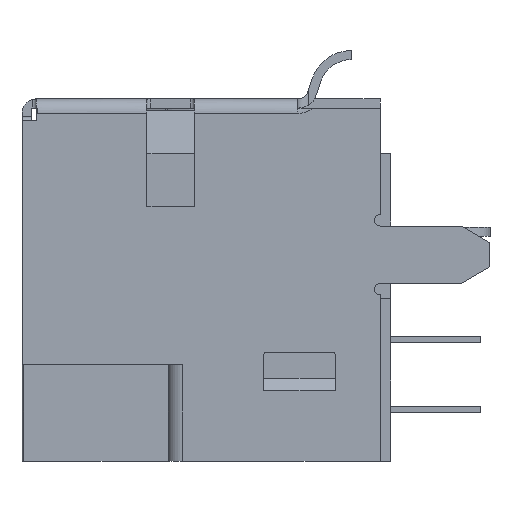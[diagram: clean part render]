
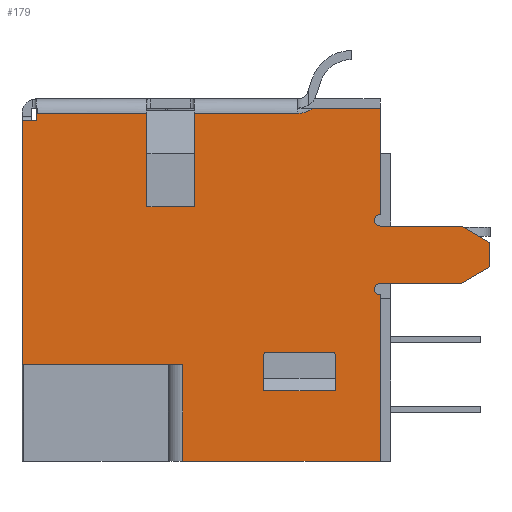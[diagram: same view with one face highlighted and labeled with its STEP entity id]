
A CAD part, left-side view. The second image highlights one B-rep face of the part: STEP entity #179.
In plain terms, the highlighted planar face has unit normal (-1, 0, 0).
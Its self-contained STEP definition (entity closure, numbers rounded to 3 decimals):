
#179=ADVANCED_FACE('',(#679,#680),#681,.T.);
#679=FACE_OUTER_BOUND('',#1404,.T.);
#680=FACE_BOUND('',#1405,.T.);
#681=PLANE('',#1406);
#1404=EDGE_LOOP('',(#3109,#3110,#3111,#3112,#3113,#3114,#3115,#3116,#3117,#3118,#3119,#3120,#3121,#3122,#3123,#3124,#3125,#3126,#3127,#3128,#3129,#3130,#3131,#3132,#3133));
#1405=EDGE_LOOP('',(#3134,#3135,#3136,#3137,#3138,#3139));
#1406=AXIS2_PLACEMENT_3D('',#3140,#3141,#3142);
#3109=ORIENTED_EDGE('',*,*,#5410,.T.);
#3110=ORIENTED_EDGE('',*,*,#5411,.F.);
#3111=ORIENTED_EDGE('',*,*,#5392,.T.);
#3112=ORIENTED_EDGE('',*,*,#5412,.F.);
#3113=ORIENTED_EDGE('',*,*,#5413,.T.);
#3114=ORIENTED_EDGE('',*,*,#5414,.T.);
#3115=ORIENTED_EDGE('',*,*,#5415,.F.);
#3116=ORIENTED_EDGE('',*,*,#5416,.F.);
#3117=ORIENTED_EDGE('',*,*,#4957,.T.);
#3118=ORIENTED_EDGE('',*,*,#5417,.T.);
#3119=ORIENTED_EDGE('',*,*,#5418,.F.);
#3120=ORIENTED_EDGE('',*,*,#5419,.T.);
#3121=ORIENTED_EDGE('',*,*,#5420,.F.);
#3122=ORIENTED_EDGE('',*,*,#5421,.T.);
#3123=ORIENTED_EDGE('',*,*,#5422,.T.);
#3124=ORIENTED_EDGE('',*,*,#5423,.T.);
#3125=ORIENTED_EDGE('',*,*,#4955,.T.);
#3126=ORIENTED_EDGE('',*,*,#5424,.T.);
#3127=ORIENTED_EDGE('',*,*,#4897,.T.);
#3128=ORIENTED_EDGE('',*,*,#5425,.T.);
#3129=ORIENTED_EDGE('',*,*,#5426,.T.);
#3130=ORIENTED_EDGE('',*,*,#5409,.T.);
#3131=ORIENTED_EDGE('',*,*,#5427,.T.);
#3132=ORIENTED_EDGE('',*,*,#5428,.T.);
#3133=ORIENTED_EDGE('',*,*,#5397,.T.);
#3134=ORIENTED_EDGE('',*,*,#5429,.T.);
#3135=ORIENTED_EDGE('',*,*,#5430,.T.);
#3136=ORIENTED_EDGE('',*,*,#5431,.T.);
#3137=ORIENTED_EDGE('',*,*,#5432,.T.);
#3138=ORIENTED_EDGE('',*,*,#5433,.T.);
#3139=ORIENTED_EDGE('',*,*,#5434,.T.);
#3140=CARTESIAN_POINT('',(-6.988,-5.992,-12.827));
#3141=DIRECTION('',(-1.0,0.0,0.0));
#3142=DIRECTION('',(0.0,0.0,1.0));
#4897=EDGE_CURVE('',#5896,#5893,#5897,.T.);
#4955=EDGE_CURVE('',#6010,#6008,#6011,.T.);
#4957=EDGE_CURVE('',#6013,#6014,#6015,.T.);
#5392=EDGE_CURVE('',#6751,#6749,#6752,.T.);
#5397=EDGE_CURVE('',#6760,#6758,#6761,.T.);
#5409=EDGE_CURVE('',#6771,#6776,#6778,.T.);
#5410=EDGE_CURVE('',#6758,#6779,#6780,.T.);
#5411=EDGE_CURVE('',#6751,#6779,#6781,.T.);
#5412=EDGE_CURVE('',#6782,#6749,#6783,.T.);
#5413=EDGE_CURVE('',#6782,#6784,#6785,.T.);
#5414=EDGE_CURVE('',#6784,#6786,#6787,.T.);
#5415=EDGE_CURVE('',#6788,#6786,#6789,.T.);
#5416=EDGE_CURVE('',#6013,#6788,#6790,.T.);
#5417=EDGE_CURVE('',#6014,#6791,#6792,.T.);
#5418=EDGE_CURVE('',#6793,#6791,#6794,.T.);
#5419=EDGE_CURVE('',#6793,#6795,#6796,.T.);
#5420=EDGE_CURVE('',#6797,#6795,#6798,.T.);
#5421=EDGE_CURVE('',#6797,#6799,#6800,.T.);
#5422=EDGE_CURVE('',#6799,#6801,#6802,.T.);
#5423=EDGE_CURVE('',#6801,#6010,#6803,.T.);
#5424=EDGE_CURVE('',#6008,#5896,#6804,.T.);
#5425=EDGE_CURVE('',#5893,#6805,#6806,.T.);
#5426=EDGE_CURVE('',#6805,#6771,#6807,.T.);
#5427=EDGE_CURVE('',#6776,#6808,#6809,.T.);
#5428=EDGE_CURVE('',#6808,#6760,#6810,.T.);
#5429=EDGE_CURVE('',#6811,#6812,#6813,.T.);
#5430=EDGE_CURVE('',#6812,#6814,#6815,.T.);
#5431=EDGE_CURVE('',#6814,#6816,#6817,.T.);
#5432=EDGE_CURVE('',#6816,#6818,#6819,.T.);
#5433=EDGE_CURVE('',#6818,#6820,#6821,.T.);
#5434=EDGE_CURVE('',#6820,#6811,#6822,.T.);
#5893=VERTEX_POINT('',#7543);
#5896=VERTEX_POINT('',#7546);
#5897=CIRCLE('',#7547,0.889);
#6008=VERTEX_POINT('',#7716);
#6010=VERTEX_POINT('',#7719);
#6011=LINE('',#7720,#7721);
#6013=VERTEX_POINT('',#7724);
#6014=VERTEX_POINT('',#7725);
#6015=LINE('',#7726,#7727);
#6749=VERTEX_POINT('',#8763);
#6751=VERTEX_POINT('',#8766);
#6752=LINE('',#8767,#8768);
#6758=VERTEX_POINT('',#8776);
#6760=VERTEX_POINT('',#8815);
#6761=LINE('',#8816,#8817);
#6771=VERTEX_POINT('',#8853);
#6776=VERTEX_POINT('',#8859);
#6778=LINE('',#8862,#8863);
#6779=VERTEX_POINT('',#8864);
#6780=LINE('',#8865,#8866);
#6781=LINE('',#8867,#8868);
#6782=VERTEX_POINT('',#8869);
#6783=LINE('',#8870,#8871);
#6784=VERTEX_POINT('',#8872);
#6785=LINE('',#8873,#8874);
#6786=VERTEX_POINT('',#8875);
#6787=LINE('',#8876,#8877);
#6788=VERTEX_POINT('',#8878);
#6789=LINE('',#8879,#8880);
#6790=LINE('',#8881,#8882);
#6791=VERTEX_POINT('',#8883);
#6792=CIRCLE('',#8884,0.203);
#6793=VERTEX_POINT('',#8885);
#6794=LINE('',#8886,#8887);
#6795=VERTEX_POINT('',#8888);
#6796=LINE('',#8889,#8890);
#6797=VERTEX_POINT('',#8891);
#6798=LINE('',#8892,#8893);
#6799=VERTEX_POINT('',#8894);
#6800=LINE('',#8895,#8896);
#6801=VERTEX_POINT('',#8897);
#6802=LINE('',#8898,#8899);
#6803=CIRCLE('',#8900,0.203);
#6804=LINE('',#8901,#8902);
#6805=VERTEX_POINT('',#8903);
#6806=CIRCLE('',#8904,0.889);
#6807=LINE('',#8905,#8906);
#6808=VERTEX_POINT('',#8907);
#6809=LINE('',#8908,#8909);
#6810=LINE('',#8910,#8911);
#6811=VERTEX_POINT('',#8912);
#6812=VERTEX_POINT('',#8913);
#6813=LINE('',#8914,#8915);
#6814=VERTEX_POINT('',#8916);
#6815=LINE('',#8917,#8918);
#6816=VERTEX_POINT('',#8919);
#6817=CIRCLE('',#8920,0.127);
#6818=VERTEX_POINT('',#8921);
#6819=LINE('',#8922,#8923);
#6820=VERTEX_POINT('',#8924);
#6821=CIRCLE('',#8925,0.127);
#6822=LINE('',#8926,#8927);
#7543=CARTESIAN_POINT('',(-6.988,-3.587,-0.343));
#7546=CARTESIAN_POINT('',(-6.988,-3.618,-0.32));
#7547=AXIS2_PLACEMENT_3D('',#10187,#10188,#10189);
#7716=CARTESIAN_POINT('',(-6.988,-5.992,-0.32));
#7719=CARTESIAN_POINT('',(-6.988,-5.992,-4.089));
#7720=CARTESIAN_POINT('',(-6.988,-5.992,-4.089));
#7721=VECTOR('',#10271,3.769);
#7724=CARTESIAN_POINT('',(-6.988,-5.992,-12.827));
#7725=CARTESIAN_POINT('',(-6.988,-5.992,-6.934));
#7726=CARTESIAN_POINT('',(-6.988,-5.992,-12.827));
#7727=VECTOR('',#10273,5.893);
#8763=CARTESIAN_POINT('',(-6.988,6.172,-0.762));
#8766=CARTESIAN_POINT('',(-6.988,6.172,-0.32));
#8767=CARTESIAN_POINT('',(-6.988,6.172,-0.32));
#8768=VECTOR('',#11071,0.442);
#8776=CARTESIAN_POINT('',(-6.988,6.121,-0.508));
#8815=CARTESIAN_POINT('',(-6.988,2.261,-0.508));
#8816=CARTESIAN_POINT('',(-6.988,2.261,-0.508));
#8817=VECTOR('',#11077,3.861);
#8853=CARTESIAN_POINT('',(-6.988,0.584,-0.508));
#8859=CARTESIAN_POINT('',(-6.988,0.584,-3.81));
#8862=CARTESIAN_POINT('',(-6.988,0.584,-0.508));
#8863=VECTOR('',#11093,3.302);
#8864=CARTESIAN_POINT('',(-6.988,6.121,-0.32));
#8865=CARTESIAN_POINT('',(-6.988,6.121,-0.508));
#8866=VECTOR('',#11094,0.188);
#8867=CARTESIAN_POINT('',(-6.988,6.172,-0.32));
#8868=VECTOR('',#11095,0.051);
#8869=CARTESIAN_POINT('',(-6.988,6.683,-0.762));
#8870=CARTESIAN_POINT('',(-6.988,6.683,-0.762));
#8871=VECTOR('',#11096,0.511);
#8872=CARTESIAN_POINT('',(-6.988,6.683,-9.398));
#8873=CARTESIAN_POINT('',(-6.988,6.683,-0.762));
#8874=VECTOR('',#11097,8.636);
#8875=CARTESIAN_POINT('',(-6.988,0.996,-9.398));
#8876=CARTESIAN_POINT('',(-6.988,6.683,-9.398));
#8877=VECTOR('',#11098,5.687);
#8878=CARTESIAN_POINT('',(-6.988,0.996,-12.827));
#8879=CARTESIAN_POINT('',(-6.988,0.996,-12.827));
#8880=VECTOR('',#11099,3.429);
#8881=CARTESIAN_POINT('',(-6.988,-5.992,-12.827));
#8882=VECTOR('',#11100,6.988);
#8883=CARTESIAN_POINT('',(-6.988,-5.992,-6.528));
#8884=AXIS2_PLACEMENT_3D('',#11101,#11102,#11103);
#8885=CARTESIAN_POINT('',(-6.988,-8.862,-6.528));
#8886=CARTESIAN_POINT('',(-6.988,-8.862,-6.528));
#8887=VECTOR('',#11104,2.87);
#8888=CARTESIAN_POINT('',(-6.988,-9.878,-5.941));
#8889=CARTESIAN_POINT('',(-6.988,-8.862,-6.528));
#8890=VECTOR('',#11105,1.173);
#8891=CARTESIAN_POINT('',(-6.988,-9.878,-5.082));
#8892=CARTESIAN_POINT('',(-6.988,-9.878,-5.082));
#8893=VECTOR('',#11106,0.859);
#8894=CARTESIAN_POINT('',(-6.988,-8.862,-4.496));
#8895=CARTESIAN_POINT('',(-6.988,-9.878,-5.082));
#8896=VECTOR('',#11107,1.173);
#8897=CARTESIAN_POINT('',(-6.988,-5.992,-4.496));
#8898=CARTESIAN_POINT('',(-6.988,-8.862,-4.496));
#8899=VECTOR('',#11108,2.87);
#8900=AXIS2_PLACEMENT_3D('',#11109,#11110,#11111);
#8901=CARTESIAN_POINT('',(-6.988,-5.992,-0.32));
#8902=VECTOR('',#11112,2.374);
#8903=CARTESIAN_POINT('',(-6.988,-3.071,-0.508));
#8904=AXIS2_PLACEMENT_3D('',#11113,#11114,#11115);
#8905=CARTESIAN_POINT('',(-6.988,-3.071,-0.508));
#8906=VECTOR('',#11116,3.655);
#8907=CARTESIAN_POINT('',(-6.988,2.261,-3.81));
#8908=CARTESIAN_POINT('',(-6.988,0.584,-3.81));
#8909=VECTOR('',#11117,1.676);
#8910=CARTESIAN_POINT('',(-6.988,2.261,-3.81));
#8911=VECTOR('',#11118,3.302);
#8912=CARTESIAN_POINT('',(-6.988,-4.407,-10.328));
#8913=CARTESIAN_POINT('',(-6.988,-1.867,-10.328));
#8914=CARTESIAN_POINT('',(-6.988,-4.407,-10.328));
#8915=VECTOR('',#11119,2.54);
#8916=CARTESIAN_POINT('',(-6.988,-1.867,-9.083));
#8917=CARTESIAN_POINT('',(-6.988,-1.867,-10.328));
#8918=VECTOR('',#11120,1.245);
#8919=CARTESIAN_POINT('',(-6.988,-1.994,-8.956));
#8920=AXIS2_PLACEMENT_3D('',#11121,#11122,#11123);
#8921=CARTESIAN_POINT('',(-6.988,-4.28,-8.956));
#8922=CARTESIAN_POINT('',(-6.988,-1.994,-8.956));
#8923=VECTOR('',#11124,2.286);
#8924=CARTESIAN_POINT('',(-6.988,-4.407,-9.083));
#8925=AXIS2_PLACEMENT_3D('',#11125,#11126,#11127);
#8926=CARTESIAN_POINT('',(-6.988,-4.407,-9.083));
#8927=VECTOR('',#11128,1.245);
#10187=CARTESIAN_POINT('',(-6.988,-3.071,0.381));
#10188=DIRECTION('',(1.0,0.0,0.0));
#10189=DIRECTION('',(0.0,-0.615,-0.789));
#10271=DIRECTION('',(0.0,0.0,1.0));
#10273=DIRECTION('',(0.0,0.0,1.0));
#11071=DIRECTION('',(0.0,0.0,-1.0));
#11077=DIRECTION('',(0.0,1.0,0.0));
#11093=DIRECTION('',(0.0,0.0,-1.0));
#11094=DIRECTION('',(0.0,0.,1.0));
#11095=DIRECTION('',(0.,-1.0,0.0));
#11096=DIRECTION('',(0.0,-1.0,0.0));
#11097=DIRECTION('',(0.0,0.0,-1.0));
#11098=DIRECTION('',(0.0,-1.0,0.0));
#11099=DIRECTION('',(0.0,0.0,1.0));
#11100=DIRECTION('',(0.0,1.0,0.0));
#11101=CARTESIAN_POINT('',(-6.988,-5.992,-6.731));
#11102=DIRECTION('',(1.0,0.0,0.0));
#11103=DIRECTION('',(0.0,0.0,-1.0));
#11104=DIRECTION('',(0.0,1.0,0.0));
#11105=DIRECTION('',(0.0,-0.866,0.5));
#11106=DIRECTION('',(0.0,0.0,-1.0));
#11107=DIRECTION('',(0.0,0.866,0.5));
#11108=DIRECTION('',(0.0,1.0,0.0));
#11109=CARTESIAN_POINT('',(-6.988,-5.992,-4.293));
#11110=DIRECTION('',(1.0,0.0,0.0));
#11111=DIRECTION('',(0.0,0.0,-1.0));
#11112=DIRECTION('',(0.0,1.0,0.0));
#11113=CARTESIAN_POINT('',(-6.988,-3.071,0.381));
#11114=DIRECTION('',(1.0,0.0,0.0));
#11115=DIRECTION('',(0.0,-0.615,-0.789));
#11116=DIRECTION('',(0.0,1.0,0.0));
#11117=DIRECTION('',(0.0,1.0,0.0));
#11118=DIRECTION('',(0.0,0.0,1.0));
#11119=DIRECTION('',(0.0,1.0,0.0));
#11120=DIRECTION('',(0.0,0.0,1.0));
#11121=CARTESIAN_POINT('',(-6.988,-1.994,-9.083));
#11122=DIRECTION('',(1.0,0.0,0.0));
#11123=DIRECTION('',(0.0,1.0,0.0));
#11124=DIRECTION('',(0.0,-1.0,0.0));
#11125=CARTESIAN_POINT('',(-6.988,-4.28,-9.083));
#11126=DIRECTION('',(1.0,0.0,0.0));
#11127=DIRECTION('',(0.0,0.,1.0));
#11128=DIRECTION('',(0.0,0.0,-1.0));
